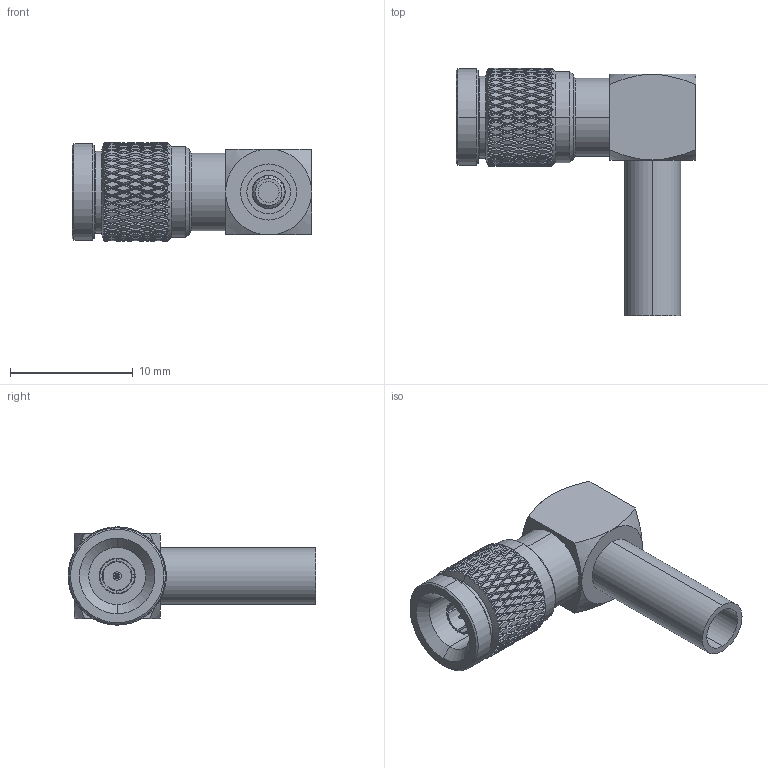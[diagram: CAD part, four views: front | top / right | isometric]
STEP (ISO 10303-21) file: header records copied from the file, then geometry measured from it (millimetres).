
FILE_DESCRIPTION (( 'STEP AP203' ), '1' );
FILE_NAME ('FMCN1822_3D.STEP', '2022-02-11T19:28:59', ( '' ), ( '' ), 'SwSTEP 2.0', 'SolidWorks 2021', '' );
FILE_SCHEMA (( 'CONFIG_CONTROL_DESIGN' ));
Length unit declared in the file: inch
Products named in the file (1): FMCN1822_3D
Bounding box: 19.51 x 20.21 x 8 mm (x, y, z)
Volume: 894 mm3; surface area: 1384.8 mm2
Topology: 3 solids, 3 shells, 1750 faces, 3864 edges, 2131 vertices
Faces by surface type: bspline 1283, cylinder 375, plane 58, cone 32, torus 2
Entity records: 61335 total; most frequent: CARTESIAN_POINT 38053, ORIENTED_EDGE 7728, EDGE_CURVE 3864, VERTEX_POINT 2131, EDGE_LOOP 1761, FACE_OUTER_BOUND 1750, ADVANCED_FACE 1750, DIRECTION 1549
